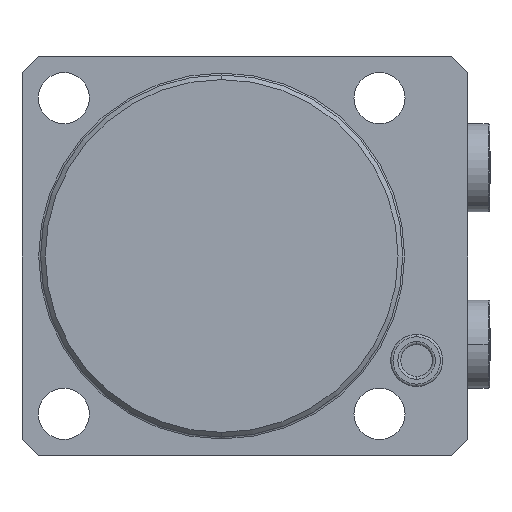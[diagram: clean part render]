
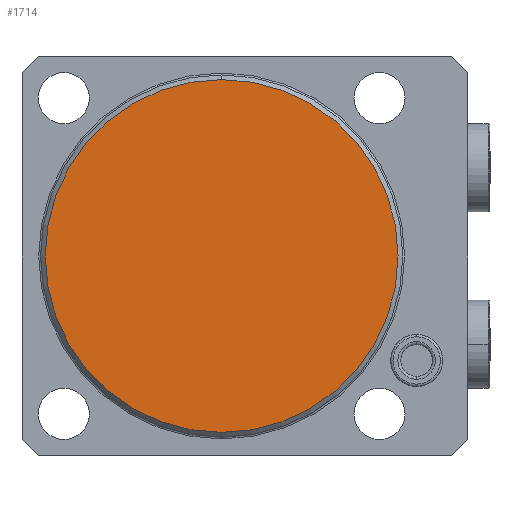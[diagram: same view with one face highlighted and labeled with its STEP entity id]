
A CAD part, front view. The second image highlights one B-rep face of the part: STEP entity #1714.
In plain terms, the highlighted planar face has unit normal (0, -1, 0).
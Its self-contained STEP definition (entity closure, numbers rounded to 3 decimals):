
#495 = FACE_OUTER_BOUND ( 'NONE', #4673, .T. ) ;
#1035 = DIRECTION ( 'NONE',  ( 0., -1., 0. ) ) ;
#1036 = DIRECTION ( 'NONE',  ( 0., 0., 1. ) ) ;
#1051 = CARTESIAN_POINT ( 'NONE',  ( 0., -69., 0. ) ) ;
#1105 = DIRECTION ( 'NONE',  ( 0., 0., 1. ) ) ;
#1106 = DIRECTION ( 'NONE',  ( 0., -1., 0. ) ) ;
#1107 = CARTESIAN_POINT ( 'NONE',  ( 0., -69., 0. ) ) ;
#1714 = ADVANCED_FACE ( 'NONE', ( #495 ), #6757, .F. ) ;
#1998 = EDGE_CURVE ( 'NONE', #2464, #2746, #3763, .T. ) ;
#2045 = EDGE_CURVE ( 'NONE', #2746, #2464, #3837, .T. ) ;
#2464 = VERTEX_POINT ( 'NONE', #7738 ) ;
#2746 = VERTEX_POINT ( 'NONE', #7451 ) ;
#2909 = ORIENTED_EDGE ( 'NONE', *, *, #1998, .T. ) ;
#2998 = ORIENTED_EDGE ( 'NONE', *, *, #2045, .T. ) ;
#3763 = CIRCLE ( 'NONE', #6284, 38. ) ;
#3837 = CIRCLE ( 'NONE', #6313, 38. ) ;
#4673 = EDGE_LOOP ( 'NONE', ( #2998, #2909 ) ) ;
#6028 = AXIS2_PLACEMENT_3D ( 'NONE', #6764, #6755, #6756 ) ;
#6284 = AXIS2_PLACEMENT_3D ( 'NONE', #1107, #1106, #1105 ) ;
#6313 = AXIS2_PLACEMENT_3D ( 'NONE', #1051, #1035, #1036 ) ;
#6755 = DIRECTION ( 'NONE',  ( 0., 1., 0. ) ) ;
#6756 = DIRECTION ( 'NONE',  ( 0., 0., 1. ) ) ;
#6757 = PLANE ( 'NONE',  #6028 ) ;
#6764 = CARTESIAN_POINT ( 'NONE',  ( 0., -69., 0. ) ) ;
#7451 = CARTESIAN_POINT ( 'NONE',  ( 0., -69., 38. ) ) ;
#7738 = CARTESIAN_POINT ( 'NONE',  ( 0., -69., -38. ) ) ;
